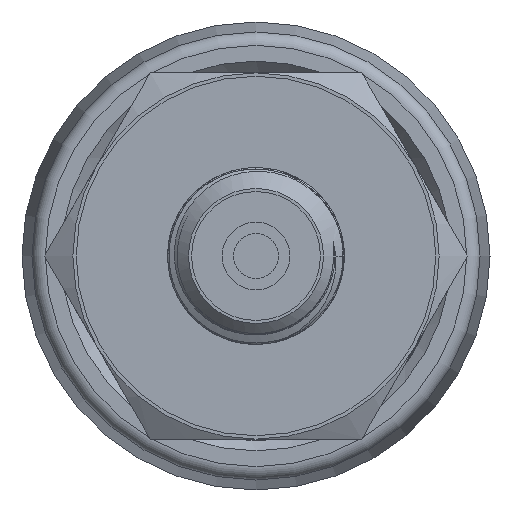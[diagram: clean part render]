
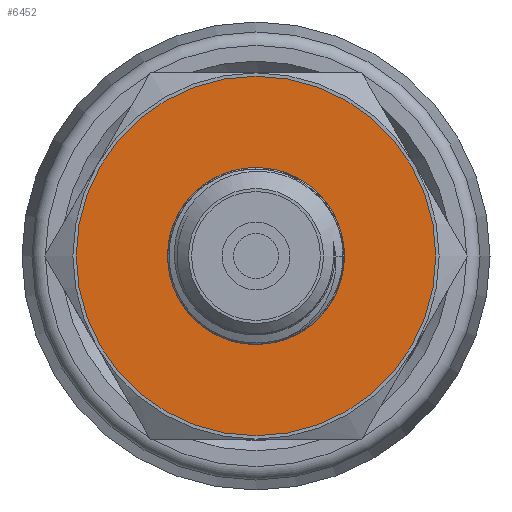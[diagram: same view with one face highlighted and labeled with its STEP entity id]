
A CAD part, left-side view. The second image highlights one B-rep face of the part: STEP entity #6452.
In plain terms, the highlighted planar face has unit normal (-1, 0, 0).
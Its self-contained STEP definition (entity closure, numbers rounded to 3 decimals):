
#110=PLANE('',#6760);
#387=FACE_BOUND('',#1156,.T.);
#772=FACE_OUTER_BOUND('',#1155,.T.);
#1155=EDGE_LOOP('',(#5899));
#1156=EDGE_LOOP('',(#5900));
#1303=CIRCLE('',#6737,13.25);
#1304=CIRCLE('',#6739,6.5);
#3086=VERTEX_POINT('',#20907);
#3087=VERTEX_POINT('',#21279);
#4022=EDGE_CURVE('',#3086,#3086,#1303,.T.);
#4024=EDGE_CURVE('',#3087,#3087,#1304,.T.);
#5899=ORIENTED_EDGE('',*,*,#4022,.T.);
#5900=ORIENTED_EDGE('',*,*,#4024,.T.);
#6452=ADVANCED_FACE('',(#772,#387),#110,.T.);
#6737=AXIS2_PLACEMENT_3D('',#20909,#7585,#7586);
#6739=AXIS2_PLACEMENT_3D('',#21280,#7589,#7590);
#6760=AXIS2_PLACEMENT_3D('',#23021,#7636,#7637);
#7585=DIRECTION('center_axis',(-1.,0.,0.));
#7586=DIRECTION('ref_axis',(0.,1.,0.));
#7589=DIRECTION('center_axis',(1.,0.,0.));
#7590=DIRECTION('ref_axis',(0.,0.,-1.));
#7636=DIRECTION('center_axis',(-1.,0.,0.));
#7637=DIRECTION('ref_axis',(0.,0.,1.));
#20907=CARTESIAN_POINT('',(-47.,-13.25,0.));
#20909=CARTESIAN_POINT('Origin',(-47.,0.,0.));
#21279=CARTESIAN_POINT('',(-47.,0.,6.5));
#21280=CARTESIAN_POINT('Origin',(-47.,0.,0.));
#23021=CARTESIAN_POINT('Origin',(-47.,13.5,0.));
